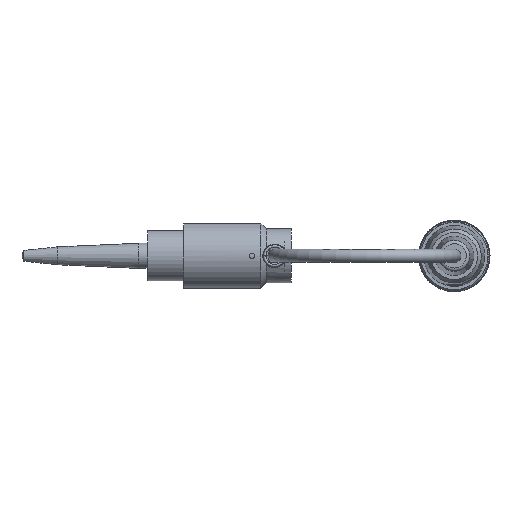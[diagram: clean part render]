
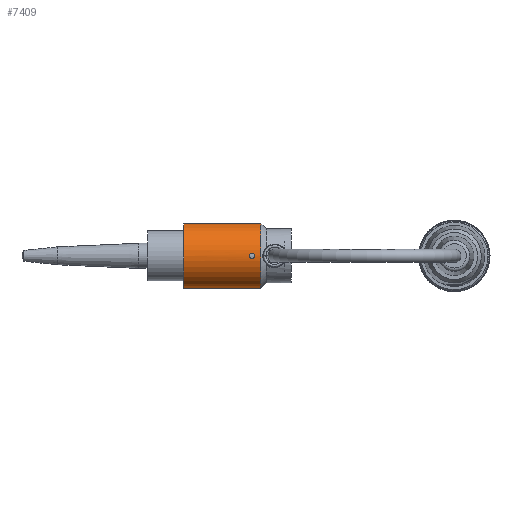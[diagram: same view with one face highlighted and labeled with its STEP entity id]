
A CAD part, front view. The second image highlights one B-rep face of the part: STEP entity #7409.
In plain terms, the highlighted cylindrical face has radius 9 mm (diameter 18 mm), a full revolution.
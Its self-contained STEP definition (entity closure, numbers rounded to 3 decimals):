
#69=B_SPLINE_CURVE_WITH_KNOTS('',3,(#16934,#16935,#16936,#16937,#16938,
#16939,#16940,#16941,#16942,#16943,#16944,#16945,#16946,#16947,#16948,#16949,
#16950,#16951,#16952,#16953,#16954,#16955,#16956,#16957,#16958,#16959,#16960,
#16961,#16962,#16963,#16964,#16965,#16966,#16967),.UNSPECIFIED.,.T.,.F.,
(4,2,2,2,2,2,2,2,2,2,2,2,2,2,2,2,4),(0.,0.028,0.057,
0.085,0.113,0.141,0.17,
0.198,0.226,0.254,0.283,
0.311,0.339,0.367,0.396,
0.424,0.452),.UNSPECIFIED.);
#70=B_SPLINE_CURVE_WITH_KNOTS('',3,(#16970,#16971,#16972,#16973,#16974,
#16975,#16976,#16977,#16978,#16979,#16980,#16981,#16982,#16983,#16984,#16985,
#16986,#16987,#16988,#16989,#16990,#16991,#16992,#16993,#16994,#16995,#16996,
#16997,#16998,#16999,#17000,#17001,#17002,#17003),.UNSPECIFIED.,.T.,.F.,
(4,2,2,2,2,2,2,2,2,2,2,2,2,2,2,2,4),(0.,0.028,0.057,
0.085,0.113,0.141,0.17,
0.198,0.226,0.254,0.283,
0.311,0.339,0.367,0.396,
0.424,0.452),.UNSPECIFIED.);
#1684=FACE_BOUND('',#2523,.T.);
#1685=FACE_BOUND('',#2524,.T.);
#1686=FACE_BOUND('',#2525,.T.);
#2079=FACE_OUTER_BOUND('',#2522,.T.);
#2522=EDGE_LOOP('',(#6552));
#2523=EDGE_LOOP('',(#6553));
#2524=EDGE_LOOP('',(#6554));
#2525=EDGE_LOOP('',(#6555));
#2903=CIRCLE('',#8161,9.);
#2904=CIRCLE('',#8163,9.);
#3579=VERTEX_POINT('',#16933);
#3580=VERTEX_POINT('',#16969);
#3582=VERTEX_POINT('',#17040);
#3583=VERTEX_POINT('',#17043);
#4578=EDGE_CURVE('',#3579,#3579,#69,.T.);
#4579=EDGE_CURVE('',#3580,#3580,#70,.T.);
#4581=EDGE_CURVE('',#3582,#3582,#2903,.T.);
#4582=EDGE_CURVE('',#3583,#3583,#2904,.T.);
#6552=ORIENTED_EDGE('',*,*,#4582,.F.);
#6553=ORIENTED_EDGE('',*,*,#4579,.T.);
#6554=ORIENTED_EDGE('',*,*,#4578,.T.);
#6555=ORIENTED_EDGE('',*,*,#4581,.F.);
#6627=CYLINDRICAL_SURFACE('',#8162,9.);
#7409=ADVANCED_FACE('',(#2079,#1684,#1685,#1686),#6627,.T.);
#8161=AXIS2_PLACEMENT_3D('',#17041,#10233,#10234);
#8162=AXIS2_PLACEMENT_3D('',#17042,#10235,#10236);
#8163=AXIS2_PLACEMENT_3D('',#17044,#10237,#10238);
#10233=DIRECTION('center_axis',(1.,0.,0.));
#10234=DIRECTION('ref_axis',(0.,-1.,0.));
#10235=DIRECTION('center_axis',(-1.,0.,0.));
#10236=DIRECTION('ref_axis',(0.,1.,0.));
#10237=DIRECTION('center_axis',(-1.,0.,0.));
#10238=DIRECTION('ref_axis',(0.,0.,
1.));
#16933=CARTESIAN_POINT('',(29.,-8.969,-0.75));
#16934=CARTESIAN_POINT('Ctrl Pts',(29.,-8.969,-0.75));
#16935=CARTESIAN_POINT('Ctrl Pts',(28.906,-8.969,-0.75));
#16936=CARTESIAN_POINT('Ctrl Pts',(28.805,-8.97,-0.731));
#16937=CARTESIAN_POINT('Ctrl Pts',(28.621,-8.976,-0.655));
#16938=CARTESIAN_POINT('Ctrl Pts',(28.536,-8.98,-0.597));
#16939=CARTESIAN_POINT('Ctrl Pts',(28.403,-8.988,-0.464));
#16940=CARTESIAN_POINT('Ctrl Pts',(28.345,-8.992,-0.379));
#16941=CARTESIAN_POINT('Ctrl Pts',(28.269,-8.998,-0.195));
#16942=CARTESIAN_POINT('Ctrl Pts',(28.25,-9.,-0.094));
#16943=CARTESIAN_POINT('Ctrl Pts',(28.25,-9.,0.094));
#16944=CARTESIAN_POINT('Ctrl Pts',(28.269,-8.998,0.195));
#16945=CARTESIAN_POINT('Ctrl Pts',(28.345,-8.992,0.379));
#16946=CARTESIAN_POINT('Ctrl Pts',(28.403,-8.988,0.464));
#16947=CARTESIAN_POINT('Ctrl Pts',(28.536,-8.98,0.597));
#16948=CARTESIAN_POINT('Ctrl Pts',(28.621,-8.976,0.655));
#16949=CARTESIAN_POINT('Ctrl Pts',(28.805,-8.97,0.731));
#16950=CARTESIAN_POINT('Ctrl Pts',(28.906,-8.969,0.75));
#16951=CARTESIAN_POINT('Ctrl Pts',(29.094,-8.969,0.75));
#16952=CARTESIAN_POINT('Ctrl Pts',(29.195,-8.97,0.731));
#16953=CARTESIAN_POINT('Ctrl Pts',(29.379,-8.976,0.655));
#16954=CARTESIAN_POINT('Ctrl Pts',(29.464,-8.98,0.597));
#16955=CARTESIAN_POINT('Ctrl Pts',(29.597,-8.988,0.464));
#16956=CARTESIAN_POINT('Ctrl Pts',(29.655,-8.992,0.379));
#16957=CARTESIAN_POINT('Ctrl Pts',(29.731,-8.998,0.195));
#16958=CARTESIAN_POINT('Ctrl Pts',(29.75,-9.,0.094));
#16959=CARTESIAN_POINT('Ctrl Pts',(29.75,-9.,-0.094));
#16960=CARTESIAN_POINT('Ctrl Pts',(29.731,-8.998,-0.195));
#16961=CARTESIAN_POINT('Ctrl Pts',(29.655,-8.992,-0.379));
#16962=CARTESIAN_POINT('Ctrl Pts',(29.597,-8.988,-0.464));
#16963=CARTESIAN_POINT('Ctrl Pts',(29.464,-8.98,-0.597));
#16964=CARTESIAN_POINT('Ctrl Pts',(29.379,-8.976,-0.655));
#16965=CARTESIAN_POINT('Ctrl Pts',(29.195,-8.97,-0.731));
#16966=CARTESIAN_POINT('Ctrl Pts',(29.094,-8.969,-0.75));
#16967=CARTESIAN_POINT('Ctrl Pts',(29.,-8.969,-0.75));
#16969=CARTESIAN_POINT('',(29.,8.969,-0.75));
#16970=CARTESIAN_POINT('Ctrl Pts',(29.,8.969,-0.75));
#16971=CARTESIAN_POINT('Ctrl Pts',(29.094,8.969,-0.75));
#16972=CARTESIAN_POINT('Ctrl Pts',(29.195,8.97,-0.731));
#16973=CARTESIAN_POINT('Ctrl Pts',(29.379,8.976,-0.655));
#16974=CARTESIAN_POINT('Ctrl Pts',(29.464,8.98,-0.597));
#16975=CARTESIAN_POINT('Ctrl Pts',(29.597,8.988,-0.464));
#16976=CARTESIAN_POINT('Ctrl Pts',(29.655,8.992,-0.379));
#16977=CARTESIAN_POINT('Ctrl Pts',(29.731,8.998,-0.195));
#16978=CARTESIAN_POINT('Ctrl Pts',(29.75,9.,-0.094));
#16979=CARTESIAN_POINT('Ctrl Pts',(29.75,9.,0.094));
#16980=CARTESIAN_POINT('Ctrl Pts',(29.731,8.998,0.195));
#16981=CARTESIAN_POINT('Ctrl Pts',(29.655,8.992,0.379));
#16982=CARTESIAN_POINT('Ctrl Pts',(29.597,8.988,0.464));
#16983=CARTESIAN_POINT('Ctrl Pts',(29.464,8.98,0.597));
#16984=CARTESIAN_POINT('Ctrl Pts',(29.379,8.976,0.655));
#16985=CARTESIAN_POINT('Ctrl Pts',(29.195,8.97,0.731));
#16986=CARTESIAN_POINT('Ctrl Pts',(29.094,8.969,0.75));
#16987=CARTESIAN_POINT('Ctrl Pts',(28.906,8.969,0.75));
#16988=CARTESIAN_POINT('Ctrl Pts',(28.805,8.97,0.731));
#16989=CARTESIAN_POINT('Ctrl Pts',(28.621,8.976,0.655));
#16990=CARTESIAN_POINT('Ctrl Pts',(28.536,8.98,0.597));
#16991=CARTESIAN_POINT('Ctrl Pts',(28.403,8.988,0.464));
#16992=CARTESIAN_POINT('Ctrl Pts',(28.345,8.992,0.379));
#16993=CARTESIAN_POINT('Ctrl Pts',(28.269,8.998,0.195));
#16994=CARTESIAN_POINT('Ctrl Pts',(28.25,9.,0.094));
#16995=CARTESIAN_POINT('Ctrl Pts',(28.25,9.,-0.094));
#16996=CARTESIAN_POINT('Ctrl Pts',(28.269,8.998,-0.195));
#16997=CARTESIAN_POINT('Ctrl Pts',(28.345,8.992,-0.379));
#16998=CARTESIAN_POINT('Ctrl Pts',(28.403,8.988,-0.464));
#16999=CARTESIAN_POINT('Ctrl Pts',(28.536,8.98,-0.597));
#17000=CARTESIAN_POINT('Ctrl Pts',(28.621,8.976,-0.655));
#17001=CARTESIAN_POINT('Ctrl Pts',(28.805,8.97,-0.731));
#17002=CARTESIAN_POINT('Ctrl Pts',(28.906,8.969,-0.75));
#17003=CARTESIAN_POINT('Ctrl Pts',(29.,8.969,-0.75));
#17040=CARTESIAN_POINT('',(31.5,9.,0.));
#17041=CARTESIAN_POINT('Origin',(31.5,0.,
0.));
#17042=CARTESIAN_POINT('Origin',(21.5,0.,
0.));
#17043=CARTESIAN_POINT('',(10.,9.,0.));
#17044=CARTESIAN_POINT('Origin',(10.,0.,
0.));
